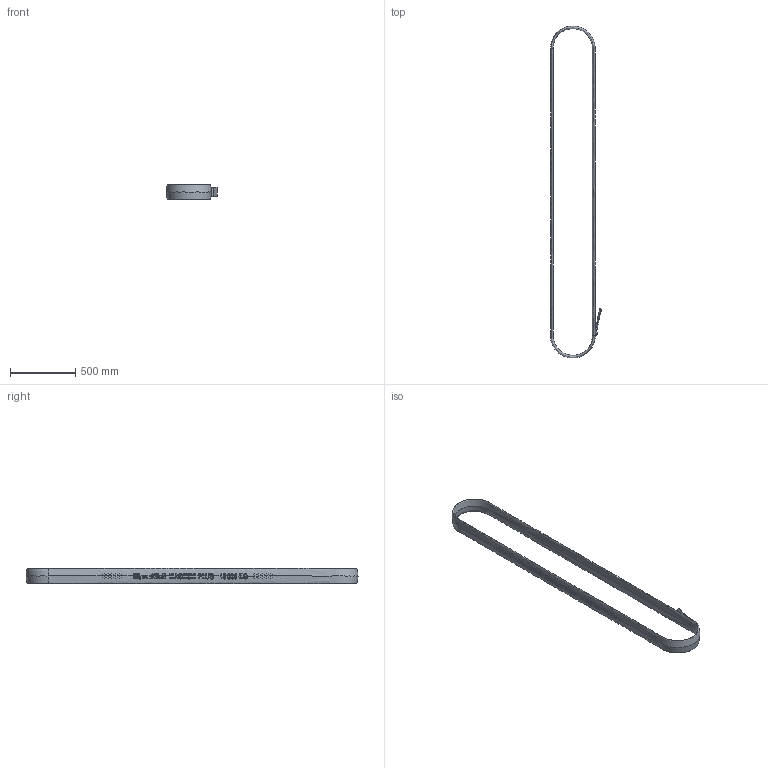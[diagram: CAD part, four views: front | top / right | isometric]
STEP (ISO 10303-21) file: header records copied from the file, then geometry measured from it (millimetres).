
FILE_DESCRIPTION(/* description */ (''),/* implementation_level */ '2;1');
FILE_NAME(/* name */ 'magnum_plus_15000',/* time_stamp */ '2015-09-16T13:13:40+03:00',/* author */ (''),/* organization */ (''),/* preprocessor_version */ 'ST-DEVELOPER v10',/* originating_system */ '',/* authorisation */ '');
FILE_SCHEMA (('AUTOMOTIVE_DESIGN_CC2'));
Length unit declared in the file: millimetre
Products named in the file (1): 1
Bounding box: 390.06 x 2541.53 x 115 mm (x, y, z)
Volume: 10458053.8 mm3; surface area: 1332625.9 mm2
Topology: 2 solids, 2 shells, 318 faces, 1205 edges, 943 vertices
Faces by surface type: bspline 316, plane 2
Entity records: 23511 total; most frequent: CARTESIAN_POINT 17166, ORIENTED_EDGE 2410, EDGE_CURVE 1205, VERTEX_POINT 943, B_SPLINE_CURVE_WITH_KNOTS 674, EDGE_LOOP 372, ADVANCED_FACE 318, FACE_OUTER_BOUND 318
